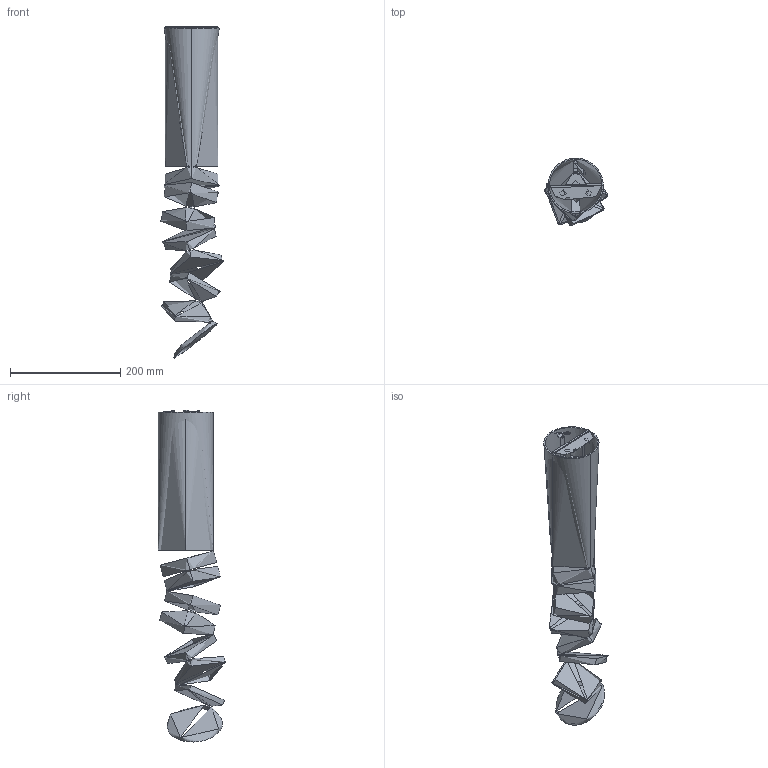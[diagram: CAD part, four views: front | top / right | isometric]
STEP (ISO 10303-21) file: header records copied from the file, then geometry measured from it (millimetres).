
FILE_DESCRIPTION(/* description */ (''),/* implementation_level */ '2;1');
FILE_NAME(/* name */ 'DECOMPOSE PLAFONE',/* time_stamp */ '2018-02-23T11:05:10+01:00',/* author */ (''),/* organization */ (''),/* preprocessor_version */ 'ST-DEVELOPER v15',/* originating_system */ '',/* authorisation */ '');
FILE_SCHEMA (('CONFIG_CONTROL_DESIGN'));
Length unit declared in the file: millimetre
Products named in the file (1): Document
Bounding box: 115.55 x 122.15 x 601.25 mm (x, y, z)
Volume: 467693.2 mm3; surface area: 309212.1 mm2
Topology: 7 solids, 7 shells, 357 faces, 1008 edges, 647 vertices
Faces by surface type: bspline 274, plane 83
Entity records: 15847 total; most frequent: CARTESIAN_POINT 10065, ORIENTED_EDGE 2002, EDGE_CURVE 1001, VERTEX_POINT 645, B_SPLINE_CURVE_WITH_KNOTS 643, EDGE_LOOP 378, ADVANCED_FACE 357, FACE_OUTER_BOUND 357
